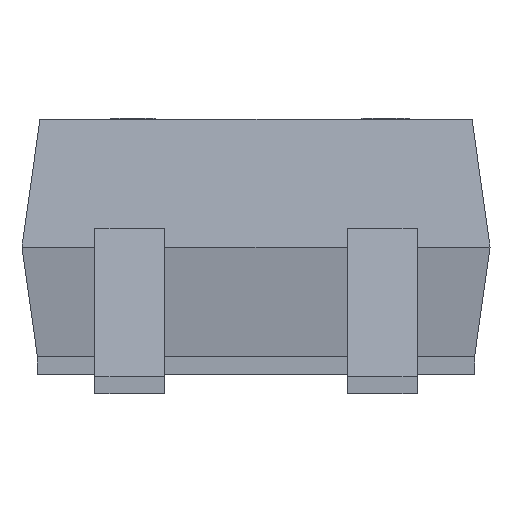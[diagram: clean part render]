
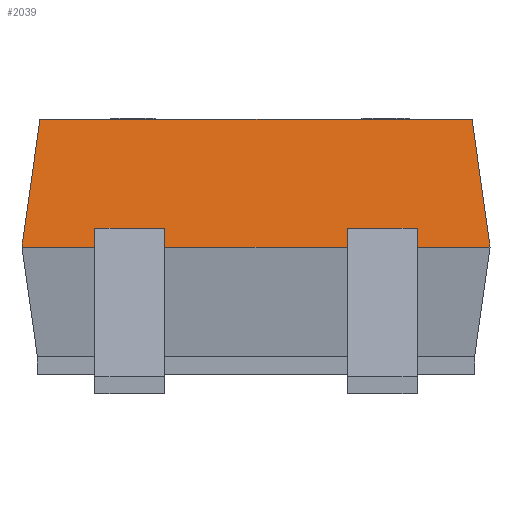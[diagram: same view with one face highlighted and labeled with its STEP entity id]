
A CAD part, front view. The second image highlights one B-rep face of the part: STEP entity #2039.
In plain terms, the highlighted planar face has unit normal (0, -0.99, 0.139).
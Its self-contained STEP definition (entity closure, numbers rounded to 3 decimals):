
#26 = CARTESIAN_POINT ( 'NONE',  ( -1.705, -2.022, 1.55 ) ) ;
#48 = EDGE_LOOP ( 'NONE', ( #1954, #1311, #4598, #2584, #847, #3192, #1179, #2445, #2959, #3947, #2195, #4663 ) ) ;
#73 = EDGE_CURVE ( 'NONE', #2203, #3557, #4499, .T. ) ;
#182 = EDGE_CURVE ( 'NONE', #3188, #1656, #2643, .T. ) ;
#203 = DIRECTION ( 'NONE',  ( 1., 0., 0. ) ) ;
#372 = VECTOR ( 'NONE', #1182, 1000. ) ;
#392 = DIRECTION ( 'NONE',  ( 1., 0., 0. ) ) ;
#394 = DIRECTION ( 'NONE',  ( 0.138, 0.138, 0.981 ) ) ;
#403 = VERTEX_POINT ( 'NONE', #3317 ) ;
#429 = CARTESIAN_POINT ( 'NONE',  ( -1.705, -2.05, 1.35 ) ) ;
#727 = CARTESIAN_POINT ( 'NONE',  ( 0., -1.86, 2.7 ) ) ;
#846 = LINE ( 'NONE', #26, #2812 ) ;
#847 = ORIENTED_EDGE ( 'NONE', *, *, #4858, .F. ) ;
#949 = LINE ( 'NONE', #5041, #3025 ) ;
#974 = CARTESIAN_POINT ( 'NONE',  ( 1.705, -2.05, 1.35 ) ) ;
#977 = EDGE_CURVE ( 'NONE', #403, #2071, #2286, .T. ) ;
#978 = CARTESIAN_POINT ( 'NONE',  ( -2.312, -1.831, 2.905 ) ) ;
#1053 = LINE ( 'NONE', #2385, #3016 ) ;
#1167 = EDGE_CURVE ( 'NONE', #2071, #4385, #949, .T. ) ;
#1179 = ORIENTED_EDGE ( 'NONE', *, *, #182, .T. ) ;
#1182 = DIRECTION ( 'NONE',  ( 0., 0.139, 0.99 ) ) ;
#1311 = ORIENTED_EDGE ( 'NONE', *, *, #2215, .F. ) ;
#1381 = CARTESIAN_POINT ( 'NONE',  ( -0.965, -2.05, 1.35 ) ) ;
#1384 = DIRECTION ( 'NONE',  ( 0., -0.139, -0.99 ) ) ;
#1425 = VERTEX_POINT ( 'NONE', #2824 ) ;
#1537 = LINE ( 'NONE', #2761, #3636 ) ;
#1602 = EDGE_CURVE ( 'NONE', #3557, #3816, #4455, .T. ) ;
#1656 = VERTEX_POINT ( 'NONE', #429 ) ;
#1837 = CARTESIAN_POINT ( 'NONE',  ( -2.312, -2.05, 1.35 ) ) ;
#1849 = CARTESIAN_POINT ( 'NONE',  ( 2.285, -1.86, 2.7 ) ) ;
#1881 = DIRECTION ( 'NONE',  ( 1., 0., 0. ) ) ;
#1954 = ORIENTED_EDGE ( 'NONE', *, *, #4413, .T. ) ;
#2039 = ADVANCED_FACE ( 'NONE', ( #4045 ), #4496, .T. ) ;
#2071 = VERTEX_POINT ( 'NONE', #2776 ) ;
#2195 = ORIENTED_EDGE ( 'NONE', *, *, #73, .T. ) ;
#2203 = VERTEX_POINT ( 'NONE', #1381 ) ;
#2215 = EDGE_CURVE ( 'NONE', #403, #1425, #3669, .T. ) ;
#2228 = CARTESIAN_POINT ( 'NONE',  ( -2.475, -2.05, 1.35 ) ) ;
#2286 = LINE ( 'NONE', #3158, #3336 ) ;
#2353 = CARTESIAN_POINT ( 'NONE',  ( 0.965, -2.022, 1.55 ) ) ;
#2385 = CARTESIAN_POINT ( 'NONE',  ( -2.312, -2.022, 1.55 ) ) ;
#2410 = VECTOR ( 'NONE', #4589, 1000. ) ;
#2445 = ORIENTED_EDGE ( 'NONE', *, *, #3433, .F. ) ;
#2455 = EDGE_CURVE ( 'NONE', #3188, #3648, #1537, .T. ) ;
#2487 = EDGE_CURVE ( 'NONE', #4431, #2963, #1053, .T. ) ;
#2584 = ORIENTED_EDGE ( 'NONE', *, *, #1167, .T. ) ;
#2617 = VECTOR ( 'NONE', #4508, 1000. ) ;
#2643 = LINE ( 'NONE', #2976, #3575 ) ;
#2646 = EDGE_CURVE ( 'NONE', #2963, #2203, #4132, .T. ) ;
#2692 = DIRECTION ( 'NONE',  ( -0.138, 0.138, 0.981 ) ) ;
#2706 = LINE ( 'NONE', #727, #3764 ) ;
#2761 = CARTESIAN_POINT ( 'NONE',  ( -2.475, -2.05, 1.35 ) ) ;
#2776 = CARTESIAN_POINT ( 'NONE',  ( 2.475, -2.05, 1.35 ) ) ;
#2812 = VECTOR ( 'NONE', #3587, 1000. ) ;
#2824 = CARTESIAN_POINT ( 'NONE',  ( 1.705, -2.022, 1.55 ) ) ;
#2959 = ORIENTED_EDGE ( 'NONE', *, *, #2487, .T. ) ;
#2963 = VERTEX_POINT ( 'NONE', #5088 ) ;
#2976 = CARTESIAN_POINT ( 'NONE',  ( -2.312, -2.05, 1.35 ) ) ;
#3001 = AXIS2_PLACEMENT_3D ( 'NONE', #978, #3728, #1384 ) ;
#3016 = VECTOR ( 'NONE', #3191, 1000. ) ;
#3025 = VECTOR ( 'NONE', #2692, 1000. ) ;
#3094 = DIRECTION ( 'NONE',  ( 1., 0., 0. ) ) ;
#3158 = CARTESIAN_POINT ( 'NONE',  ( -2.312, -2.05, 1.35 ) ) ;
#3188 = VERTEX_POINT ( 'NONE', #2228 ) ;
#3191 = DIRECTION ( 'NONE',  ( 1., 0., 0. ) ) ;
#3192 = ORIENTED_EDGE ( 'NONE', *, *, #2455, .F. ) ;
#3249 = CARTESIAN_POINT ( 'NONE',  ( 0.965, -2.05, 1.35 ) ) ;
#3317 = CARTESIAN_POINT ( 'NONE',  ( 1.705, -2.05, 1.35 ) ) ;
#3336 = VECTOR ( 'NONE', #392, 1000. ) ;
#3433 = EDGE_CURVE ( 'NONE', #4431, #1656, #846, .T. ) ;
#3557 = VERTEX_POINT ( 'NONE', #3249 ) ;
#3575 = VECTOR ( 'NONE', #203, 1000. ) ;
#3587 = DIRECTION ( 'NONE',  ( 0., -0.139, -0.99 ) ) ;
#3636 = VECTOR ( 'NONE', #394, 1000. ) ;
#3648 = VERTEX_POINT ( 'NONE', #4138 ) ;
#3669 = LINE ( 'NONE', #974, #2617 ) ;
#3728 = DIRECTION ( 'NONE',  ( 0., -0.99, 0.139 ) ) ;
#3764 = VECTOR ( 'NONE', #3094, 1000. ) ;
#3816 = VERTEX_POINT ( 'NONE', #2353 ) ;
#3836 = LINE ( 'NONE', #3844, #4763 ) ;
#3844 = CARTESIAN_POINT ( 'NONE',  ( -2.312, -2.022, 1.55 ) ) ;
#3870 = VECTOR ( 'NONE', #4453, 1000. ) ;
#3924 = CARTESIAN_POINT ( 'NONE',  ( 0.965, -2.05, 1.35 ) ) ;
#3947 = ORIENTED_EDGE ( 'NONE', *, *, #2646, .T. ) ;
#4045 = FACE_OUTER_BOUND ( 'NONE', #48, .T. ) ;
#4058 = CARTESIAN_POINT ( 'NONE',  ( -0.965, -2.022, 1.55 ) ) ;
#4132 = LINE ( 'NONE', #4058, #3870 ) ;
#4138 = CARTESIAN_POINT ( 'NONE',  ( -2.285, -1.86, 2.7 ) ) ;
#4385 = VERTEX_POINT ( 'NONE', #1849 ) ;
#4413 = EDGE_CURVE ( 'NONE', #3816, #1425, #3836, .T. ) ;
#4431 = VERTEX_POINT ( 'NONE', #4999 ) ;
#4453 = DIRECTION ( 'NONE',  ( 0., -0.139, -0.99 ) ) ;
#4455 = LINE ( 'NONE', #3924, #372 ) ;
#4496 = PLANE ( 'NONE',  #3001 ) ;
#4499 = LINE ( 'NONE', #1837, #2410 ) ;
#4508 = DIRECTION ( 'NONE',  ( 0., 0.139, 0.99 ) ) ;
#4589 = DIRECTION ( 'NONE',  ( 1., 0., 0. ) ) ;
#4598 = ORIENTED_EDGE ( 'NONE', *, *, #977, .T. ) ;
#4663 = ORIENTED_EDGE ( 'NONE', *, *, #1602, .T. ) ;
#4763 = VECTOR ( 'NONE', #1881, 1000. ) ;
#4858 = EDGE_CURVE ( 'NONE', #3648, #4385, #2706, .T. ) ;
#4999 = CARTESIAN_POINT ( 'NONE',  ( -1.705, -2.022, 1.55 ) ) ;
#5041 = CARTESIAN_POINT ( 'NONE',  ( 2.475, -2.05, 1.35 ) ) ;
#5088 = CARTESIAN_POINT ( 'NONE',  ( -0.965, -2.022, 1.55 ) ) ;
